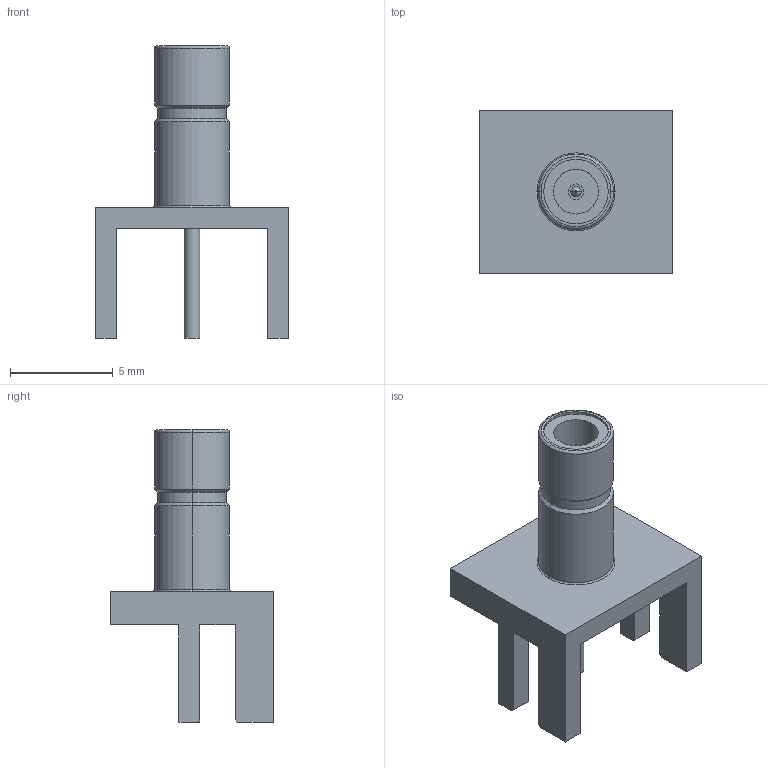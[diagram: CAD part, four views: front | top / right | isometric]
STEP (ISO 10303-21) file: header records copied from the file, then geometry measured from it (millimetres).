
FILE_DESCRIPTION (( 'STEP AP203' ), '1' );
FILE_NAME ('PE44129.step', '2018-08-07T19:39:47', ( '' ), ( '' ), 'SwSTEP 2.0', 'SolidWorks 2017', '' );
FILE_SCHEMA (( 'CONFIG_CONTROL_DESIGN' ));
Length unit declared in the file: inch
Products named in the file (1): PE44129
Bounding box: 9.4 x 7.92 x 14.27 mm (x, y, z)
Volume: 181.3 mm3; surface area: 445.8 mm2
Topology: 1 solids, 1 shells, 61 faces, 142 edges, 90 vertices
Faces by surface type: plane 33, cylinder 18, cone 6, torus 4
Entity records: 1809 total; most frequent: DIRECTION 312, CARTESIAN_POINT 294, ORIENTED_EDGE 284, EDGE_CURVE 142, AXIS2_PLACEMENT_3D 108, VECTOR 96, LINE 96, VERTEX_POINT 90
